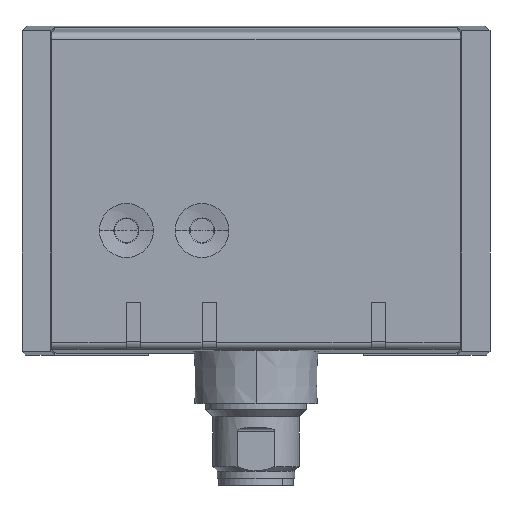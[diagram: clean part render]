
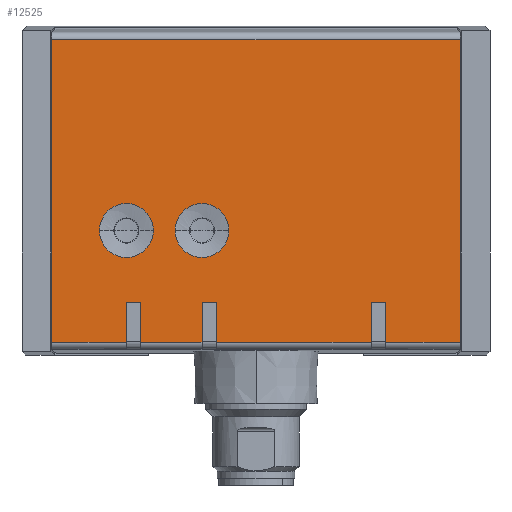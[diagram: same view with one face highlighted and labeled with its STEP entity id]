
A CAD part, top view. The second image highlights one B-rep face of the part: STEP entity #12525.
In plain terms, the highlighted planar face has unit normal (0, 0, 1).
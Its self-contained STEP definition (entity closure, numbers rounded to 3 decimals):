
#3348=DIRECTION('',(0.,1.,0.));
#3349=VECTOR('',#3348,42.057);
#3350=CARTESIAN_POINT('',(28.386,-21.029,25.));
#3351=LINE('',#3350,#3349);
#3585=DIRECTION('',(1.,0.,0.));
#3586=VECTOR('',#3585,21.5);
#3587=CARTESIAN_POINT('',(-5.5,-21.029,25.));
#3588=LINE('',#3587,#3586);
#3636=DIRECTION('',(1.,0.,0.));
#3637=VECTOR('',#3636,8.5);
#3638=CARTESIAN_POINT('',(-16.,-21.029,25.));
#3639=LINE('',#3638,#3637);
#3700=DIRECTION('',(1.,0.,0.));
#3701=VECTOR('',#3700,10.386);
#3702=CARTESIAN_POINT('',(-28.386,-21.029,
25.));
#3703=LINE('',#3702,#3701);
#3704=DIRECTION('',(0.,1.,0.));
#3705=VECTOR('',#3704,5.529);
#3706=CARTESIAN_POINT('',(16.,-21.029,25.));
#3707=LINE('',#3706,#3705);
#3708=DIRECTION('',(0.,1.,0.));
#3709=VECTOR('',#3708,5.529);
#3710=CARTESIAN_POINT('',(-5.5,-21.029,25.));
#3711=LINE('',#3710,#3709);
#3712=DIRECTION('',(1.,0.,0.));
#3713=VECTOR('',#3712,2.);
#3714=CARTESIAN_POINT('',(-7.5,-15.5,25.));
#3715=LINE('',#3714,#3713);
#3716=DIRECTION('',(0.,1.,0.));
#3717=VECTOR('',#3716,5.529);
#3718=CARTESIAN_POINT('',(-7.5,-21.029,25.));
#3719=LINE('',#3718,#3717);
#3720=DIRECTION('',(0.,1.,0.));
#3721=VECTOR('',#3720,5.529);
#3722=CARTESIAN_POINT('',(-16.,-21.029,25.));
#3723=LINE('',#3722,#3721);
#3724=DIRECTION('',(1.,0.,0.));
#3725=VECTOR('',#3724,2.);
#3726=CARTESIAN_POINT('',(-18.,-15.5,25.));
#3727=LINE('',#3726,#3725);
#3728=DIRECTION('',(0.,1.,0.));
#3729=VECTOR('',#3728,5.529);
#3730=CARTESIAN_POINT('',(-18.,-21.029,25.));
#3731=LINE('',#3730,#3729);
#3732=DIRECTION('',(0.,1.,0.));
#3733=VECTOR('',#3732,42.057);
#3734=CARTESIAN_POINT('',(-28.386,-21.029,
25.));
#3735=LINE('',#3734,#3733);
#3736=DIRECTION('',(0.,1.,0.));
#3737=VECTOR('',#3736,5.529);
#3738=CARTESIAN_POINT('',(18.,-21.029,25.));
#3739=LINE('',#3738,#3737);
#3740=DIRECTION('',(1.,0.,0.));
#3741=VECTOR('',#3740,2.);
#3742=CARTESIAN_POINT('',(16.,-15.5,25.));
#3743=LINE('',#3742,#3741);
#3744=CARTESIAN_POINT('',(-18.,-5.5,25.));
#3745=DIRECTION('',(0.,0.,1.));
#3746=DIRECTION('',(-1.,0.,0.));
#3747=AXIS2_PLACEMENT_3D('',#3744,#3745,#3746);
#3749=CARTESIAN_POINT('',(-7.5,-5.5,25.));
#3750=DIRECTION('',(0.,0.,1.));
#3751=DIRECTION('',(-1.,0.,0.));
#3752=AXIS2_PLACEMENT_3D('',#3749,#3750,#3751);
#3786=CARTESIAN_POINT('',(-28.386,21.029,25.));
#3806=DIRECTION('',(-1.,0.,0.));
#3807=VECTOR('',#3806,56.773);
#3808=CARTESIAN_POINT('',(28.386,21.029,25.));
#3809=LINE('',#3808,#3807);
#3843=DIRECTION('',(1.,0.,0.));
#3844=VECTOR('',#3843,10.386);
#3845=CARTESIAN_POINT('',(18.,-21.029,25.));
#3846=LINE('',#3845,#3844);
#3847=CARTESIAN_POINT('',(28.386,-21.029,25.));
#3932=CARTESIAN_POINT('',(-18.,-5.5,25.));
#3933=DIRECTION('',(0.,0.,-1.));
#3934=DIRECTION('',(-1.,0.,0.));
#3935=AXIS2_PLACEMENT_3D('',#3932,#3933,#3934);
#4005=CARTESIAN_POINT('',(-7.5,-5.5,25.));
#4006=DIRECTION('',(0.,0.,-1.));
#4007=DIRECTION('',(-1.,0.,0.));
#4008=AXIS2_PLACEMENT_3D('',#4005,#4006,#4007);
#5822=VERTEX_POINT('',#3786);
#5823=CARTESIAN_POINT('',(-28.386,-21.029,
25.));
#5824=VERTEX_POINT('',#5823);
#5906=VERTEX_POINT('',#3847);
#5907=CARTESIAN_POINT('',(28.386,21.029,25.));
#5908=VERTEX_POINT('',#5907);
#6719=CARTESIAN_POINT('',(-21.75,-5.5,25.));
#6720=CARTESIAN_POINT('',(-14.25,-5.5,25.));
#6721=VERTEX_POINT('',#6719);
#6722=VERTEX_POINT('',#6720);
#6723=CARTESIAN_POINT('',(-11.25,-5.5,25.));
#6724=CARTESIAN_POINT('',(-3.75,-5.5,25.));
#6725=VERTEX_POINT('',#6723);
#6726=VERTEX_POINT('',#6724);
#6835=CARTESIAN_POINT('',(-7.5,-21.029,25.));
#6836=VERTEX_POINT('',#6835);
#6837=CARTESIAN_POINT('',(-5.5,-21.029,25.));
#6838=VERTEX_POINT('',#6837);
#6839=CARTESIAN_POINT('',(-7.5,-15.5,25.));
#6840=VERTEX_POINT('',#6839);
#6841=CARTESIAN_POINT('',(-5.5,-15.5,25.));
#6842=VERTEX_POINT('',#6841);
#6875=CARTESIAN_POINT('',(-18.,-21.029,25.));
#6876=VERTEX_POINT('',#6875);
#6877=CARTESIAN_POINT('',(-16.,-21.029,25.));
#6878=VERTEX_POINT('',#6877);
#6879=CARTESIAN_POINT('',(-18.,-15.5,25.));
#6880=VERTEX_POINT('',#6879);
#6881=CARTESIAN_POINT('',(-16.,-15.5,25.));
#6882=VERTEX_POINT('',#6881);
#6907=CARTESIAN_POINT('',(16.,-21.029,25.));
#6908=VERTEX_POINT('',#6907);
#6909=CARTESIAN_POINT('',(18.,-21.029,25.));
#6910=VERTEX_POINT('',#6909);
#6911=CARTESIAN_POINT('',(16.,-15.5,25.));
#6912=VERTEX_POINT('',#6911);
#6913=CARTESIAN_POINT('',(18.,-15.5,25.));
#6914=VERTEX_POINT('',#6913);
#12484=CARTESIAN_POINT('',(0.,0.,25.));
#12485=DIRECTION('',(0.,0.,1.));
#12486=DIRECTION('',(1.,0.,0.));
#12487=AXIS2_PLACEMENT_3D('',#12484,#12485,#12486);
#12488=PLANE('',#12487);
#12489=ORIENTED_EDGE('',*,*,#12270,.F.);
#12490=ORIENTED_EDGE('',*,*,#12294,.F.);
#12491=ORIENTED_EDGE('',*,*,#12322,.T.);
#12493=ORIENTED_EDGE('',*,*,#12492,.F.);
#12494=ORIENTED_EDGE('',*,*,#12364,.F.);
#12495=ORIENTED_EDGE('',*,*,#12392,.F.);
#12496=ORIENTED_EDGE('',*,*,#12422,.T.);
#12498=ORIENTED_EDGE('',*,*,#12497,.F.);
#12499=ORIENTED_EDGE('',*,*,#12450,.F.);
#12500=ORIENTED_EDGE('',*,*,#12472,.F.);
#12501=ORIENTED_EDGE('',*,*,#7056,.T.);
#12503=ORIENTED_EDGE('',*,*,#12502,.F.);
#12504=ORIENTED_EDGE('',*,*,#12068,.F.);
#12506=ORIENTED_EDGE('',*,*,#12505,.F.);
#12508=ORIENTED_EDGE('',*,*,#12507,.T.);
#12510=ORIENTED_EDGE('',*,*,#12509,.F.);
#12511=EDGE_LOOP('',(#12489,#12490,#12491,#12493,#12494,#12495,#12496,#12498,
#12499,#12500,#12501,#12503,#12504,#12506,#12508,#12510));
#12512=FACE_OUTER_BOUND('',#12511,.F.);
#12514=ORIENTED_EDGE('',*,*,#12513,.T.);
#12516=ORIENTED_EDGE('',*,*,#12515,.F.);
#12517=EDGE_LOOP('',(#12514,#12516));
#12518=FACE_BOUND('',#12517,.F.);
#12520=ORIENTED_EDGE('',*,*,#12519,.T.);
#12522=ORIENTED_EDGE('',*,*,#12521,.F.);
#12523=EDGE_LOOP('',(#12520,#12522));
#12524=FACE_BOUND('',#12523,.F.);
#12525=ADVANCED_FACE('',(#12512,#12518,#12524),#12488,.T.);
#3748=CIRCLE('',#3747,3.75);
#3753=CIRCLE('',#3752,3.75);
#3936=CIRCLE('',#3935,3.75);
#4009=CIRCLE('',#4008,3.75);
#7056=EDGE_CURVE('',#5824,#5822,#3735,.T.);
#12068=EDGE_CURVE('',#5906,#5908,#3351,.T.);
#12270=EDGE_CURVE('',#6908,#6912,#3707,.T.);
#12294=EDGE_CURVE('',#6838,#6908,#3588,.T.);
#12322=EDGE_CURVE('',#6838,#6842,#3711,.T.);
#12364=EDGE_CURVE('',#6836,#6840,#3719,.T.);
#12392=EDGE_CURVE('',#6878,#6836,#3639,.T.);
#12422=EDGE_CURVE('',#6878,#6882,#3723,.T.);
#12450=EDGE_CURVE('',#6876,#6880,#3731,.T.);
#12472=EDGE_CURVE('',#5824,#6876,#3703,.T.);
#12492=EDGE_CURVE('',#6840,#6842,#3715,.T.);
#12497=EDGE_CURVE('',#6880,#6882,#3727,.T.);
#12502=EDGE_CURVE('',#5908,#5822,#3809,.T.);
#12505=EDGE_CURVE('',#6910,#5906,#3846,.T.);
#12507=EDGE_CURVE('',#6910,#6914,#3739,.T.);
#12509=EDGE_CURVE('',#6912,#6914,#3743,.T.);
#12513=EDGE_CURVE('',#6721,#6722,#3748,.T.);
#12515=EDGE_CURVE('',#6721,#6722,#3936,.T.);
#12519=EDGE_CURVE('',#6725,#6726,#3753,.T.);
#12521=EDGE_CURVE('',#6725,#6726,#4009,.T.);
